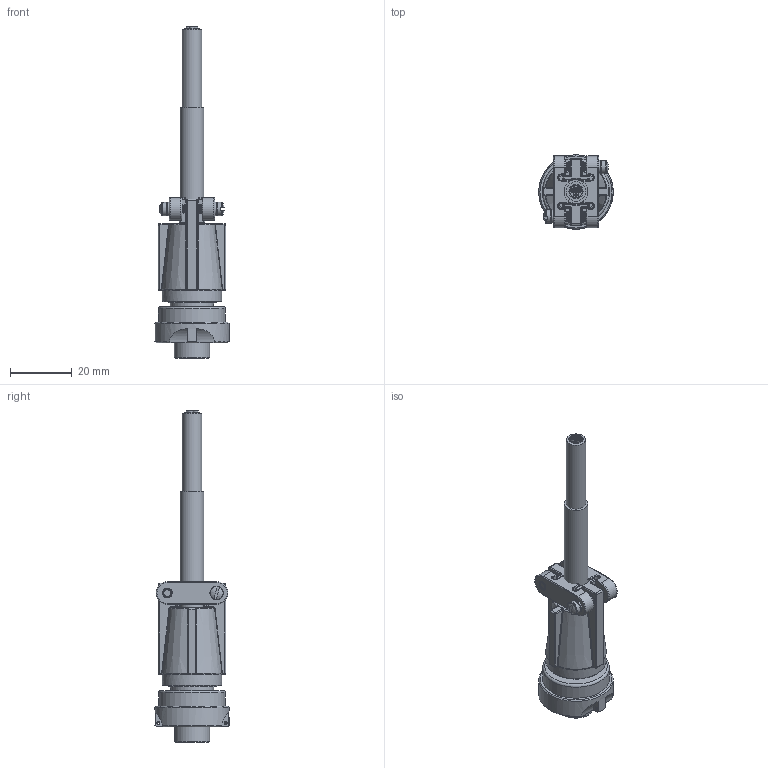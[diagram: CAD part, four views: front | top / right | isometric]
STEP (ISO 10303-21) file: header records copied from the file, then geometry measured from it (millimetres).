
FILE_DESCRIPTION(/* description */ (''),/* implementation_level */ '2;1');
FILE_NAME(/* name */ 'D3Q.stp',/* time_stamp */ '2017-05-03T17:24:41-04:00',/* author */ ('aneininger'),/* organization */ (''),/* preprocessor_version */ 'ST-DEVELOPER v16.5',/* originating_system */ 'Autodesk Inventor 2017',/* authorisation */ '');
FILE_SCHEMA (('AUTOMOTIVE_DESIGN { 1 0 10303 214 3 1 1 }'));
Length unit declared in the file: inch
Products named in the file (16): D3Q; CBP10145; CBP10010, CONNECTOR HOUSING SHELL; CBP10010, CONNECTOR HOUSING SHELL 2; CBP10145, CONNECTOR SHELL NUT; CBP10145, CONNECTOR; CBP10168; CBP10009; CBP10371; CBP10371, BACK SHELL; CBP10371, CLAMP; CBP10371, SCREW; CBA10046; MSP10381; CBP10507; CBP10661 - TECHNICAL
Assembly tree (19 placements, depth 3):
  D3Q
    CBP10145
      CBP10168  x3
      CBP10010, CONNECTOR HOUSING SHELL
      CBP10010, CONNECTOR HOUSING SHELL 2
      CBP10145, CONNECTOR SHELL NUT
      CBP10145, CONNECTOR
    CBP10009
    CBP10371
      CBP10371, BACK SHELL
      CBP10371, CLAMP  x2
      CBP10371, SCREW  x2
    CBA10046
      MSP10381
    CBP10507
    CBP10661 - TECHNICAL
Bounding box: 24.1 x 24.12 x 107.68 mm (x, y, z)
Volume: 11271 mm3; surface area: 18287.7 mm2
Topology: 21 solids, 22 shells, 823 faces, 1776 edges, 1005 vertices
Faces by surface type: cylinder 337, plane 256, bspline 88, torus 80, sphere 36, cone 26
Full cylindrical faces by diameter (mm): 0.203 x36, 0.762 x2, 0.787 x1, 1.778 x3, 1.852 x4, 2.032 x6, 2.235 x3, 2.54 x3, 2.794 x6, 3.048 x2, 3.101 x4, 3.175 x3, 3.302 x2, 4.115 x1, 4.267 x2, 4.369 x4, 4.572 x1, 6.223 x1, 6.35 x1, 7.518 x1, 7.747 x1, 7.823 x1, 9.271 x1, 9.55 x1, 12.649 x2, 12.7 x1, 13.97 x1, 14.224 x1, 14.287 x5, 14.605 x1
Entity records: 30571 total; most frequent: CARTESIAN_POINT 15039, DIRECTION 3416, ORIENTED_EDGE 2850, AXIS2_PLACEMENT_3D 1522, EDGE_CURVE 1371, EDGE_LOOP 854, VERTEX_POINT 817, CIRCLE 765
